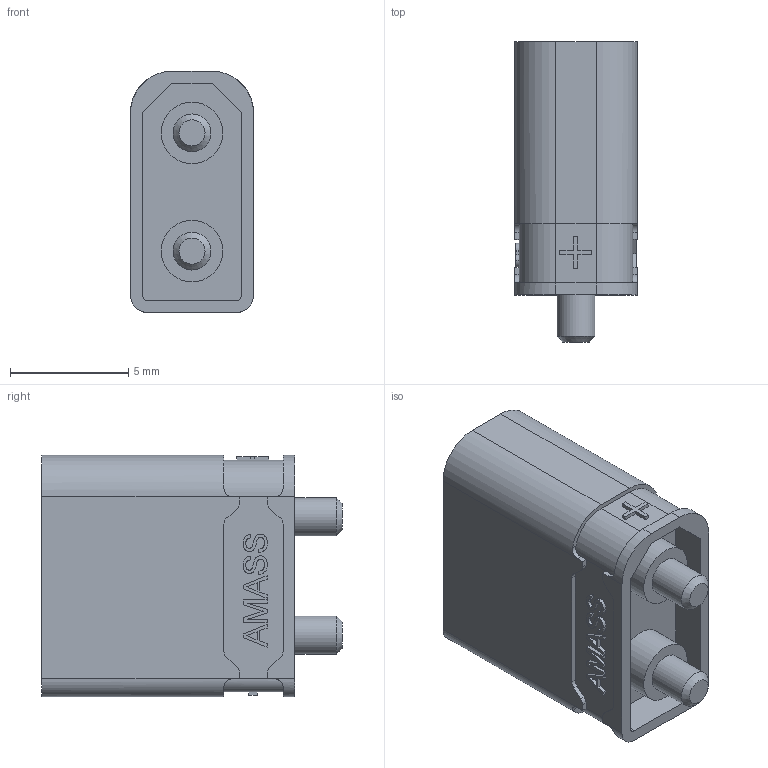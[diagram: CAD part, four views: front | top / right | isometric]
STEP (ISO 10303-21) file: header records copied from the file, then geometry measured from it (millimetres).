
FILE_DESCRIPTION (( 'STEP AP214' ), '1' );
FILE_NAME ('XT30PB.STEP', '2021-05-24T08:03:39', ( '' ), ( '' ), 'SwSTEP 2.0', 'SolidWorks 2018', '' );
FILE_SCHEMA (( 'AUTOMOTIVE_DESIGN' ));
Length unit declared in the file: millimetre
Products named in the file (2): XT30PB
Bounding box: 5.2 x 12.7 x 10.2 mm (x, y, z)
Volume: 296.8 mm3; surface area: 900.4 mm2
Topology: 3 solids, 3 shells, 323 faces, 837 edges, 548 vertices
Faces by surface type: plane 184, bspline 57, cylinder 56, cone 10, torus 8, sphere 8
Full cylindrical faces by diameter (mm): 1.6 x2, 2.1 x6, 2.6 x8
Entity records: 16547 total; most frequent: CARTESIAN_POINT 5593, ORIENTED_EDGE 1626, DIRECTION 1331, EDGE_CURVE 813, VERTEX_POINT 542, VECTOR 507, LINE 507, AXIS2_PLACEMENT_3D 412
